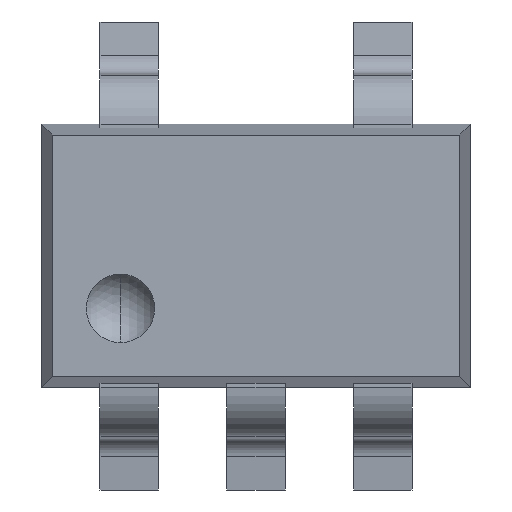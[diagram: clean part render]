
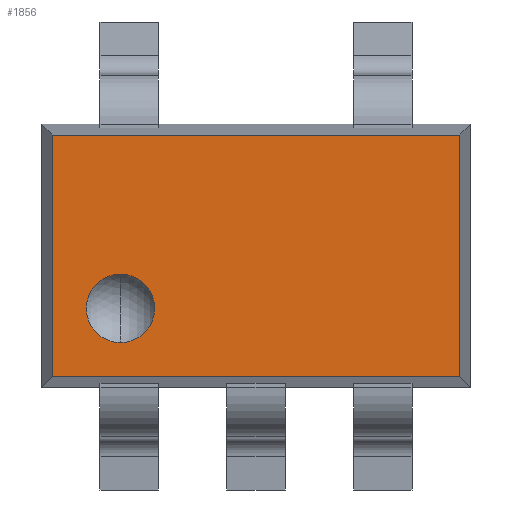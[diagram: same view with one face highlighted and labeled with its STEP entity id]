
A CAD part, top view. The second image highlights one B-rep face of the part: STEP entity #1856.
In plain terms, the highlighted planar face has unit normal (0, 0, 1).
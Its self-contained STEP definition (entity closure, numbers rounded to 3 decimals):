
#33 = LINE ( 'NONE', #785, #1830 ) ;
#104 = CARTESIAN_POINT ( 'NONE',  ( 1.1, 0.619, 1.1 ) ) ;
#107 = AXIS2_PLACEMENT_3D ( 'NONE', #917, #152, #703 ) ;
#143 = VERTEX_POINT ( 'NONE', #2292 ) ;
#152 = DIRECTION ( 'NONE',  ( 0., 0., -1. ) ) ;
#169 = DIRECTION ( 'NONE',  ( 0., 1., 0. ) ) ;
#238 = EDGE_CURVE ( 'NONE', #2147, #1191, #1009, .T. ) ;
#289 = VECTOR ( 'NONE', #1803, 1000. ) ;
#318 = VERTEX_POINT ( 'NONE', #2437 ) ;
#320 = FACE_OUTER_BOUND ( 'NONE', #953, .T. ) ;
#350 = CARTESIAN_POINT ( 'NONE',  ( -0.695, -0.27, 1.1 ) ) ;
#352 = ORIENTED_EDGE ( 'NONE', *, *, #238, .T. ) ;
#359 = ORIENTED_EDGE ( 'NONE', *, *, #1380, .T. ) ;
#371 = EDGE_CURVE ( 'NONE', #2376, #1820, #2160, .T. ) ;
#481 = CARTESIAN_POINT ( 'NONE',  ( -0.695, -0.27, 1.1 ) ) ;
#495 = CARTESIAN_POINT ( 'NONE',  ( -1.044, 0.619, 1.1 ) ) ;
#507 = CARTESIAN_POINT ( 'NONE',  ( 1.1, -0.619, 1.1 ) ) ;
#676 = LINE ( 'NONE', #507, #797 ) ;
#698 = CARTESIAN_POINT ( 'NONE',  ( 1.044, 0.675, 1.1 ) ) ;
#703 = DIRECTION ( 'NONE',  ( -1., 0., 0. ) ) ;
#785 = CARTESIAN_POINT ( 'NONE',  ( -1.044, 0.675, 1.1 ) ) ;
#797 = VECTOR ( 'NONE', #1093, 1000. ) ;
#828 = CARTESIAN_POINT ( 'NONE',  ( 1.044, 0.619, 1.1 ) ) ;
#837 = EDGE_LOOP ( 'NONE', ( #1004, #1015 ) ) ;
#917 = CARTESIAN_POINT ( 'NONE',  ( 1.1, 0.675, 1.1 ) ) ;
#953 = EDGE_LOOP ( 'NONE', ( #1233, #352, #359, #1736 ) ) ;
#1004 = ORIENTED_EDGE ( 'NONE', *, *, #2044, .F. ) ;
#1009 = LINE ( 'NONE', #104, #289 ) ;
#1015 = ORIENTED_EDGE ( 'NONE', *, *, #371, .F. ) ;
#1029 = DIRECTION ( 'NONE',  ( 0., 0., 1. ) ) ;
#1093 = DIRECTION ( 'NONE',  ( 1., 0., 0. ) ) ;
#1184 = EDGE_CURVE ( 'NONE', #143, #318, #676, .T. ) ;
#1191 = VERTEX_POINT ( 'NONE', #495 ) ;
#1233 = ORIENTED_EDGE ( 'NONE', *, *, #2206, .T. ) ;
#1275 = PLANE ( 'NONE',  #107 ) ;
#1342 = CIRCLE ( 'NONE', #1651, 0.175 ) ;
#1380 = EDGE_CURVE ( 'NONE', #1191, #143, #33, .T. ) ;
#1487 = FACE_BOUND ( 'NONE', #837, .T. ) ;
#1547 = DIRECTION ( 'NONE',  ( 0., -1., 0. ) ) ;
#1605 = DIRECTION ( 'NONE',  ( -1., 0., 0. ) ) ;
#1651 = AXIS2_PLACEMENT_3D ( 'NONE', #481, #1029, #1605 ) ;
#1736 = ORIENTED_EDGE ( 'NONE', *, *, #1184, .T. ) ;
#1803 = DIRECTION ( 'NONE',  ( -1., 0., 0. ) ) ;
#1820 = VERTEX_POINT ( 'NONE', #2070 ) ;
#1822 = LINE ( 'NONE', #698, #1976 ) ;
#1830 = VECTOR ( 'NONE', #1547, 1000. ) ;
#1839 = DIRECTION ( 'NONE',  ( -1., 0., 0. ) ) ;
#1856 = ADVANCED_FACE ( 'NONE', ( #320, #1487 ), #1275, .F. ) ;
#1976 = VECTOR ( 'NONE', #169, 1000. ) ;
#2022 = DIRECTION ( 'NONE',  ( 0., 0., 1. ) ) ;
#2044 = EDGE_CURVE ( 'NONE', #1820, #2376, #1342, .T. ) ;
#2070 = CARTESIAN_POINT ( 'NONE',  ( -0.695, -0.445, 1.1 ) ) ;
#2147 = VERTEX_POINT ( 'NONE', #828 ) ;
#2160 = CIRCLE ( 'NONE', #2272, 0.175 ) ;
#2206 = EDGE_CURVE ( 'NONE', #318, #2147, #1822, .T. ) ;
#2272 = AXIS2_PLACEMENT_3D ( 'NONE', #350, #2022, #1839 ) ;
#2292 = CARTESIAN_POINT ( 'NONE',  ( -1.044, -0.619, 1.1 ) ) ;
#2356 = CARTESIAN_POINT ( 'NONE',  ( -0.695, -0.095, 1.1 ) ) ;
#2376 = VERTEX_POINT ( 'NONE', #2356 ) ;
#2437 = CARTESIAN_POINT ( 'NONE',  ( 1.044, -0.619, 1.1 ) ) ;
